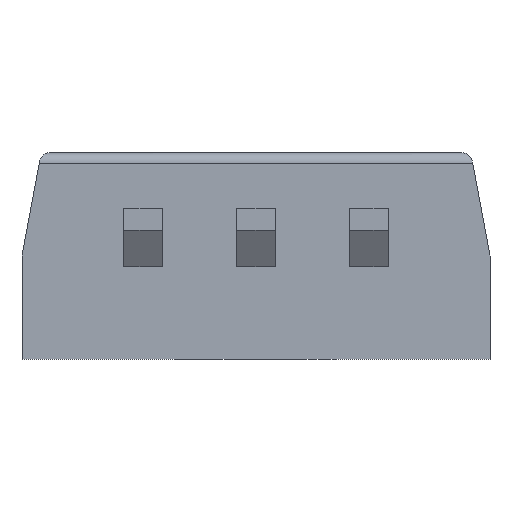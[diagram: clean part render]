
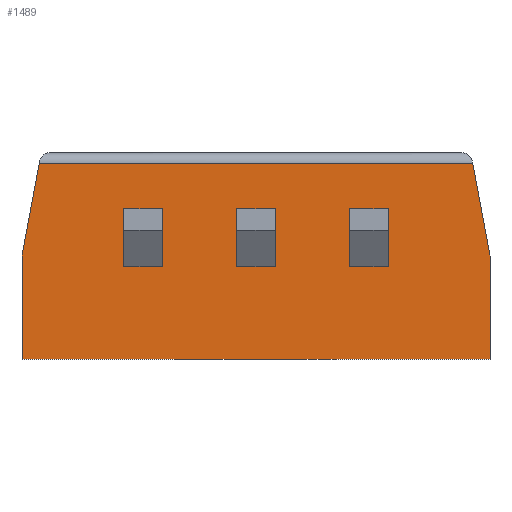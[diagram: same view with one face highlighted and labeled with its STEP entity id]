
A CAD part, front view. The second image highlights one B-rep face of the part: STEP entity #1489.
In plain terms, the highlighted planar face has unit normal (0, -1, 0).
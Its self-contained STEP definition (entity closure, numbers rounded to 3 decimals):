
#1288 = CARTESIAN_POINT ( 'NONE',  ( -2.72, 5.5, -3.15 ) ) ;
#1289 = VERTEX_POINT ( 'NONE', #1288 ) ;
#1290 = CARTESIAN_POINT ( 'NONE',  ( -2.72, 5.5, -0.825 ) ) ;
#1291 = VERTEX_POINT ( 'NONE', #1290 ) ;
#1292 = CARTESIAN_POINT ( 'NONE',  ( -2.72, 5.5, 1.5 ) ) ;
#1293 = DIRECTION ( 'NONE',  ( 0., 0., 1. ) ) ;
#1294 = VECTOR ( 'NONE', #1293, 1000. ) ;
#1295 = LINE ( 'NONE', #1292, #1294 ) ;
#1296 = EDGE_CURVE ( 'NONE', #1289, #1291, #1295, .T. ) ;
#1388 = CARTESIAN_POINT ( 'NONE',  ( 7.8, 5.5, -0.825 ) ) ;
#1389 = VERTEX_POINT ( 'NONE', #1388 ) ;
#1396 = CARTESIAN_POINT ( 'NONE',  ( 7.8, 5.5, -3.15 ) ) ;
#1397 = VERTEX_POINT ( 'NONE', #1396 ) ;
#1398 = CARTESIAN_POINT ( 'NONE',  ( 7.8, 5.5, 1.5 ) ) ;
#1399 = DIRECTION ( 'NONE',  ( 0., 0., -1. ) ) ;
#1400 = VECTOR ( 'NONE', #1399, 1000. ) ;
#1401 = LINE ( 'NONE', #1398, #1400 ) ;
#1402 = EDGE_CURVE ( 'NONE', #1389, #1397, #1401, .T. ) ;
#1418 = CARTESIAN_POINT ( 'NONE',  ( -2.72, 5.5, -3.15 ) ) ;
#1419 = DIRECTION ( 'NONE',  ( -1., 0., 0. ) ) ;
#1420 = VECTOR ( 'NONE', #1419, 1000. ) ;
#1421 = LINE ( 'NONE', #1418, #1420 ) ;
#1422 = EDGE_CURVE ( 'NONE', #1397, #1289, #1421, .T. ) ;
#1457 = CARTESIAN_POINT ( 'NONE',  ( 7.414, 5.5, 1.25 ) ) ;
#1458 = VERTEX_POINT ( 'NONE', #1457 ) ;
#1459 = CARTESIAN_POINT ( 'NONE',  ( 7.442, 5.5, 1.048 ) ) ;
#1460 = DIRECTION ( 'NONE',  ( -0.139, 0., 0.99 ) ) ;
#1461 = VECTOR ( 'NONE', #1460, 1000. ) ;
#1462 = LINE ( 'NONE', #1459, #1461 ) ;
#1463 = EDGE_CURVE ( 'NONE', #1389, #1458, #1462, .T. ) ;
#1464 = ORIENTED_EDGE ( 'NONE', *, *, #1463, .T. ) ;
#1465 = CARTESIAN_POINT ( 'NONE',  ( -2.334, 5.5, 1.25 ) ) ;
#1466 = VERTEX_POINT ( 'NONE', #1465 ) ;
#1467 = CARTESIAN_POINT ( 'NONE',  ( -2.298, 5.5, 1.25 ) ) ;
#1468 = DIRECTION ( 'NONE',  ( -1., 0., 0. ) ) ;
#1469 = VECTOR ( 'NONE', #1468, 1000. ) ;
#1470 = LINE ( 'NONE', #1467, #1469 ) ;
#1471 = EDGE_CURVE ( 'NONE', #1458, #1466, #1470, .T. ) ;
#1472 = ORIENTED_EDGE ( 'NONE', *, *, #1471, .T. ) ;
#1473 = CARTESIAN_POINT ( 'NONE',  ( -2.494, 5.5, 0.111 ) ) ;
#1474 = DIRECTION ( 'NONE',  ( -0.139, 0., -0.99 ) ) ;
#1475 = VECTOR ( 'NONE', #1474, 1000. ) ;
#1476 = LINE ( 'NONE', #1473, #1475 ) ;
#1477 = EDGE_CURVE ( 'NONE', #1466, #1291, #1476, .T. ) ;
#1478 = ORIENTED_EDGE ( 'NONE', *, *, #1477, .T. ) ;
#1479 = ORIENTED_EDGE ( 'NONE', *, *, #1296, .F. ) ;
#1480 = ORIENTED_EDGE ( 'NONE', *, *, #1422, .F. ) ;
#1481 = ORIENTED_EDGE ( 'NONE', *, *, #1402, .F. ) ;
#1482 = EDGE_LOOP ( 'NONE', ( #1464, #1472, #1478, #1479, #1480, #1481 ) ) ;
#1483 = FACE_OUTER_BOUND ( 'NONE', #1482, .T. ) ;
#1484 = CARTESIAN_POINT ( 'NONE',  ( 2.54, 5.5, -0.825 ) ) ;
#1485 = DIRECTION ( 'NONE',  ( 0., -1., 0. ) ) ;
#1486 = DIRECTION ( 'NONE',  ( 0., 0., -1. ) ) ;
#1487 = AXIS2_PLACEMENT_3D ( 'NONE', #1484, #1485, #1486 ) ;
#1488 = PLANE ( 'NONE', #1487 ) ;
#1489 = ADVANCED_FACE ( 'NONE', ( #1483 ), #1488, .T. ) ;
